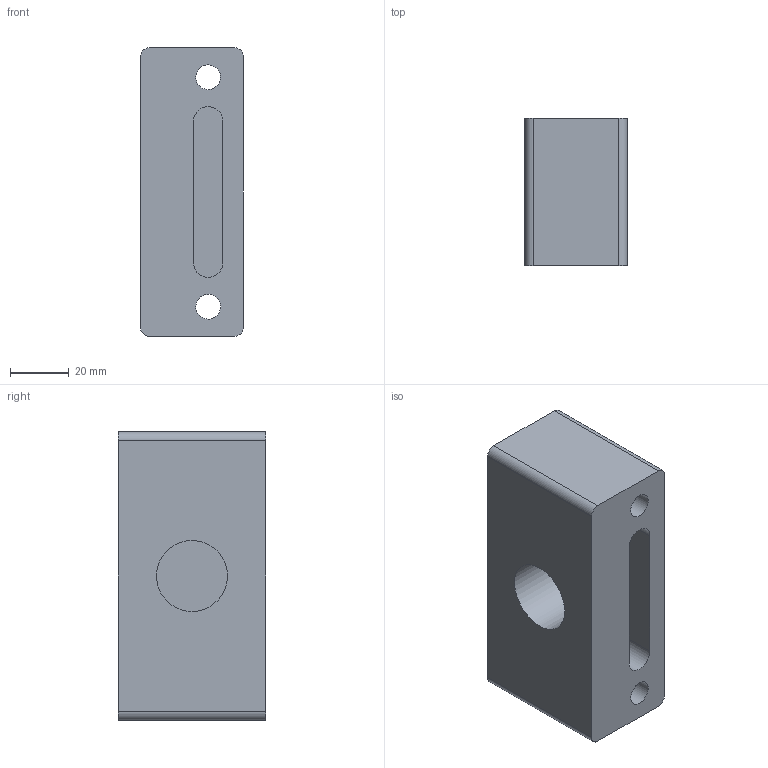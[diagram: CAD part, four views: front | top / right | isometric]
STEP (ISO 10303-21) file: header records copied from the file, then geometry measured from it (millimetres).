
FILE_DESCRIPTION(('THIS FILE CONTAINS SOME STEP INSTANCES'),'1');
FILE_NAME('LE-CB-005-01 Sbìrnice emisní.stp','2021-09-24T13:22:32',('UNDEFINED'),('UNDEFINED'),'T-FLEX CAD STEP converter','T-FLEX CAD','');
FILE_SCHEMA(('CONFIG_CONTROL_DESIGN'));
Length unit declared in the file: metre
Products named in the file (1): T骴o_9
Bounding box: 35 x 50 x 98 mm (x, y, z)
Volume: 132392.7 mm3; surface area: 28243.1 mm2
Topology: 1 solids, 1 shells, 22 faces, 51 edges, 34 vertices
Faces by surface type: plane 11, cylinder 11
Full cylindrical faces by diameter (mm): 8.4 x2, 15 x2, 24.117 x1
Entity records: 840 total; most frequent: CARTESIAN_POINT 175, ORIENTED_EDGE 92, DIRECTION 86, EDGE_CURVE 46, EDGE_LOOP 36, VERTEX_POINT 34, AXIS2_PLACEMENT_3D 31, FACE_OUTER_BOUND 27
